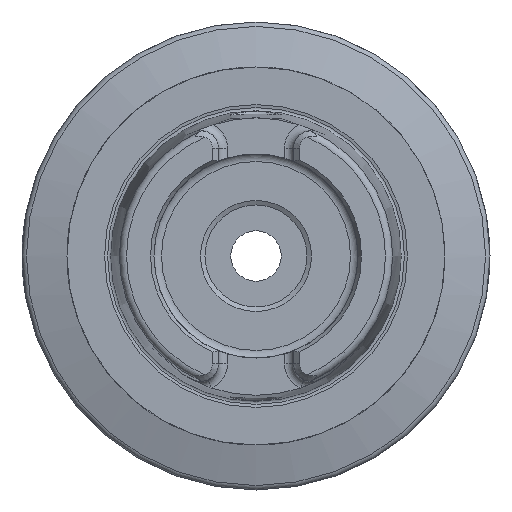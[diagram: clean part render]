
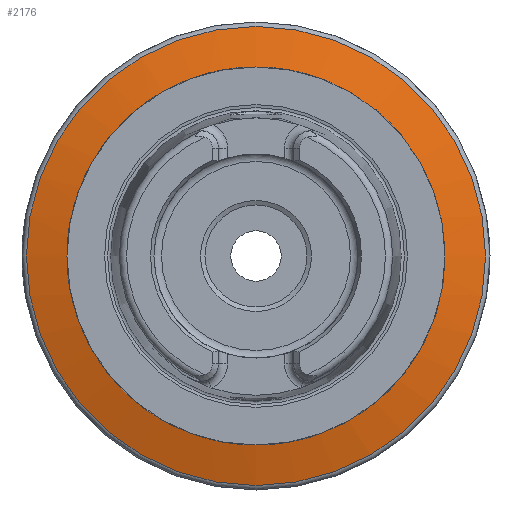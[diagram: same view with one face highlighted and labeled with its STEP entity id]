
A CAD part, left-side view. The second image highlights one B-rep face of the part: STEP entity #2176.
In plain terms, the highlighted conical face has half-angle 75 degrees and reference radius 32.25 mm.
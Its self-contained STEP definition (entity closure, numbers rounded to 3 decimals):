
#838=CARTESIAN_POINT('',(42.199,26.173,1.894));
#839=VERTEX_POINT('',#838);
#853=CARTESIAN_POINT('',(42.199,26.173,-1.894));
#854=VERTEX_POINT('',#853);
#855=CARTESIAN_POINT('',(42.199,26.173,-1.894));
#856=CARTESIAN_POINT('',(42.258,26.389,-1.989));
#857=CARTESIAN_POINT('',(42.321,26.621,-2.044));
#858=CARTESIAN_POINT('',(42.381,26.842,-2.061));
#859=CARTESIAN_POINT('',(42.453,27.112,-2.082));
#860=CARTESIAN_POINT('',(42.531,27.404,-2.048));
#861=CARTESIAN_POINT('',(42.673,27.949,-1.859));
#862=CARTESIAN_POINT('',(42.738,28.202,-1.704));
#863=CARTESIAN_POINT('',(42.84,28.603,-1.333));
#864=CARTESIAN_POINT('',(42.883,28.777,-1.095));
#865=CARTESIAN_POINT('',(42.941,29.009,-0.566));
#866=CARTESIAN_POINT('',(42.956,29.067,-0.275));
#867=CARTESIAN_POINT('',(42.956,29.067,0.275));
#868=CARTESIAN_POINT('',(42.941,29.009,0.566));
#869=CARTESIAN_POINT('',(42.883,28.777,1.095));
#870=CARTESIAN_POINT('',(42.84,28.603,1.333));
#871=CARTESIAN_POINT('',(42.738,28.202,1.704));
#872=CARTESIAN_POINT('',(42.673,27.949,1.859));
#873=CARTESIAN_POINT('',(42.531,27.404,2.048));
#874=CARTESIAN_POINT('',(42.453,27.112,2.082));
#875=CARTESIAN_POINT('',(42.321,26.621,2.044));
#876=CARTESIAN_POINT('',(42.258,26.389,1.989));
#877=CARTESIAN_POINT('',(42.199,26.173,1.894));
#878=B_SPLINE_CURVE_WITH_KNOTS('',3,(#855,#856,#857,#858,#859,#860,#861,#862,#863,#864,#865,#866,#867,#868,#869,#870,#871,#872,#873,#874,#875,#876,#877),.UNSPECIFIED.,.F.,.U.,(4,3,2,2,2,2,2,2,2,2,4),(-0.069,0.0,0.084,0.168,0.251,0.333,0.416,0.498,0.582,0.666,0.735),.UNSPECIFIED.);
#879=EDGE_CURVE('',#854,#839,#878,.T.);
#962=CARTESIAN_POINT('',(42.199,-26.173,-1.894));
#963=VERTEX_POINT('',#962);
#977=CARTESIAN_POINT('',(42.199,-26.173,1.894));
#978=VERTEX_POINT('',#977);
#979=CARTESIAN_POINT('',(42.199,-26.173,1.894));
#980=CARTESIAN_POINT('',(42.258,-26.389,1.989));
#981=CARTESIAN_POINT('',(42.321,-26.621,2.044));
#982=CARTESIAN_POINT('',(42.381,-26.842,2.061));
#983=CARTESIAN_POINT('',(42.453,-27.112,2.082));
#984=CARTESIAN_POINT('',(42.531,-27.404,2.048));
#985=CARTESIAN_POINT('',(42.673,-27.949,1.859));
#986=CARTESIAN_POINT('',(42.738,-28.202,1.704));
#987=CARTESIAN_POINT('',(42.84,-28.603,1.333));
#988=CARTESIAN_POINT('',(42.883,-28.777,1.095));
#989=CARTESIAN_POINT('',(42.941,-29.009,0.566));
#990=CARTESIAN_POINT('',(42.956,-29.067,0.275));
#991=CARTESIAN_POINT('',(42.956,-29.067,-0.275));
#992=CARTESIAN_POINT('',(42.941,-29.009,-0.566));
#993=CARTESIAN_POINT('',(42.883,-28.777,-1.095));
#994=CARTESIAN_POINT('',(42.84,-28.603,-1.333));
#995=CARTESIAN_POINT('',(42.738,-28.202,-1.704));
#996=CARTESIAN_POINT('',(42.673,-27.949,-1.859));
#997=CARTESIAN_POINT('',(42.531,-27.404,-2.048));
#998=CARTESIAN_POINT('',(42.453,-27.112,-2.082));
#999=CARTESIAN_POINT('',(42.321,-26.621,-2.044));
#1000=CARTESIAN_POINT('',(42.258,-26.389,-1.989));
#1001=CARTESIAN_POINT('',(42.199,-26.173,-1.894));
#1002=B_SPLINE_CURVE_WITH_KNOTS('',3,(#979,#980,#981,#982,#983,#984,#985,#986,#987,#988,#989,#990,#991,#992,#993,#994,#995,#996,#997,#998,#999,#1000,#1001),.UNSPECIFIED.,.F.,.U.,(4,3,2,2,2,2,2,2,2,2,4),(-0.069,0.0,0.084,0.168,0.251,0.333,0.416,0.498,0.582,0.666,0.735),.UNSPECIFIED.);
#1003=EDGE_CURVE('',#978,#963,#1002,.T.);
#1047=CARTESIAN_POINT('',(42.199,0.,0.0));
#1048=DIRECTION('',(1.0,0.0,0.0));
#1049=DIRECTION('',(0.0,1.0,0.0));
#1050=AXIS2_PLACEMENT_3D('',#1047,#1048,#1049);
#1051=CIRCLE('',#1050,26.241);
#1052=EDGE_CURVE('',#963,#854,#1051,.T.);
#1079=CARTESIAN_POINT('',(42.199,0.,0.0));
#1080=DIRECTION('',(1.0,0.0,0.0));
#1081=DIRECTION('',(0.0,1.0,0.0));
#1082=AXIS2_PLACEMENT_3D('',#1079,#1080,#1081);
#1083=CIRCLE('',#1082,26.241);
#1084=EDGE_CURVE('',#839,#978,#1083,.T.);
#2154=CARTESIAN_POINT('',(43.809,0.,0.0));
#2155=DIRECTION('',(1.0,0.,0.0));
#2156=DIRECTION('',(0.0,1.0,0.0));
#2157=AXIS2_PLACEMENT_3D('',#2154,#2155,#2156);
#2158=CONICAL_SURFACE('',#2157,32.25,75.);
#2159=ORIENTED_EDGE('',*,*,#879,.T.);
#2160=ORIENTED_EDGE('',*,*,#1084,.T.);
#2161=ORIENTED_EDGE('',*,*,#1003,.T.);
#2162=ORIENTED_EDGE('',*,*,#1052,.T.);
#2163=EDGE_LOOP('',(#2159,#2160,#2161,#2162));
#2164=FACE_OUTER_BOUND('',#2163,.T.);
#2165=CARTESIAN_POINT('',(45.419,38.259,0.0));
#2166=VERTEX_POINT('',#2165);
#2167=CARTESIAN_POINT('',(45.419,0.,0.0));
#2168=DIRECTION('',(1.0,0.0,0.0));
#2169=DIRECTION('',(0.0,1.0,0.0));
#2170=AXIS2_PLACEMENT_3D('',#2167,#2168,#2169);
#2171=CIRCLE('',#2170,38.259);
#2172=EDGE_CURVE('',#2166,#2166,#2171,.T.);
#2173=ORIENTED_EDGE('',*,*,#2172,.F.);
#2174=EDGE_LOOP('',(#2173));
#2175=FACE_BOUND('',#2174,.T.);
#2176=ADVANCED_FACE('',(#2164,#2175),#2158,.T.);
